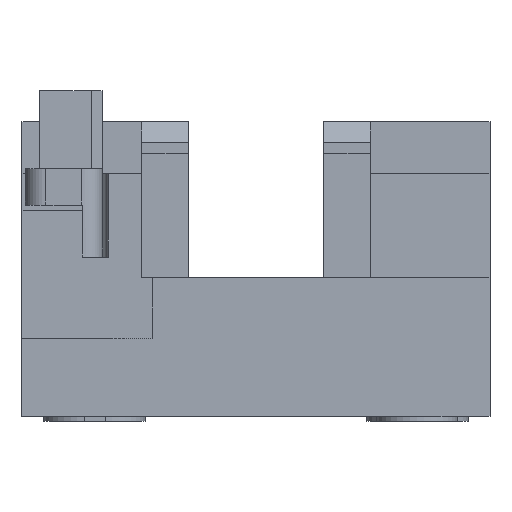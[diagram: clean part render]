
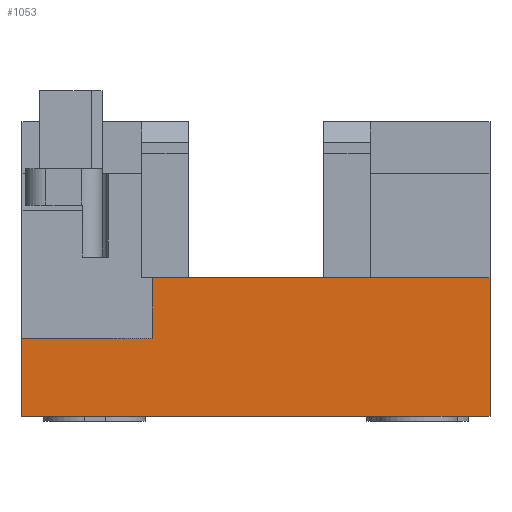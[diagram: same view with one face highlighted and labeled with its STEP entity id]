
A CAD part, front view. The second image highlights one B-rep face of the part: STEP entity #1053.
In plain terms, the highlighted planar face has unit normal (0, -1, 0).
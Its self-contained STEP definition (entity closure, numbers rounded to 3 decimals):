
#1053=ADVANCED_FACE('',(#2144),#2145,.T.);
#2144=FACE_OUTER_BOUND('',#3236,.T.);
#2145=PLANE('',#3237);
#3236=EDGE_LOOP('',(#6613,#6614,#6615,#6616,#6617,#6618));
#3237=AXIS2_PLACEMENT_3D('',#6619,#6620,#6621);
#6613=ORIENTED_EDGE('',*,*,#7625,.T.);
#6614=ORIENTED_EDGE('',*,*,#7467,.F.);
#6615=ORIENTED_EDGE('',*,*,#7405,.T.);
#6616=ORIENTED_EDGE('',*,*,#7456,.T.);
#6617=ORIENTED_EDGE('',*,*,#7670,.F.);
#6618=ORIENTED_EDGE('',*,*,#7622,.T.);
#6619=CARTESIAN_POINT('',(0.0,0.0,7.15));
#6620=DIRECTION('',(0.0,-1.0,0.0));
#6621=DIRECTION('',(0.0,0.0,1.0));
#7405=EDGE_CURVE('',#9201,#9199,#9202,.T.);
#7456=EDGE_CURVE('',#9199,#9290,#9292,.T.);
#7467=EDGE_CURVE('',#9201,#9305,#9306,.T.);
#7622=EDGE_CURVE('',#9516,#9520,#9522,.T.);
#7625=EDGE_CURVE('',#9520,#9305,#9525,.T.);
#7670=EDGE_CURVE('',#9516,#9290,#9603,.T.);
#9199=VERTEX_POINT('',#11671);
#9201=VERTEX_POINT('',#11674);
#9202=LINE('',#11675,#11676);
#9290=VERTEX_POINT('',#11808);
#9292=LINE('',#11811,#11812);
#9305=VERTEX_POINT('',#11830);
#9306=LINE('',#11831,#11832);
#9516=VERTEX_POINT('',#12117);
#9520=VERTEX_POINT('',#12123);
#9522=LINE('',#12126,#12127);
#9525=LINE('',#12131,#12132);
#9603=LINE('',#12248,#12249);
#11671=CARTESIAN_POINT('',(45.0,0.0,0.5));
#11674=CARTESIAN_POINT('',(0.0,0.0,0.5));
#11675=CARTESIAN_POINT('',(0.0,0.0,0.5));
#11676=VECTOR('',#13782,1.0);
#11808=CARTESIAN_POINT('',(45.0,0.0,13.8));
#11811=CARTESIAN_POINT('',(45.0,0.0,0.5));
#11812=VECTOR('',#13840,1.0);
#11830=CARTESIAN_POINT('',(0.0,0.0,8.0));
#11831=CARTESIAN_POINT('',(0.0,0.0,0.5));
#11832=VECTOR('',#13849,1.0);
#12117=CARTESIAN_POINT('',(12.5,0.0,13.8));
#12123=CARTESIAN_POINT('',(12.5,0.0,8.0));
#12126=CARTESIAN_POINT('',(12.5,0.0,11.525));
#12127=VECTOR('',#14021,1.0);
#12131=CARTESIAN_POINT('',(3.125,0.0,8.0));
#12132=VECTOR('',#14023,1.0);
#12248=CARTESIAN_POINT('',(0.0,0.0,13.8));
#12249=VECTOR('',#14071,1.0);
#13782=DIRECTION('',(1.0,0.0,0.0));
#13840=DIRECTION('',(0.0,0.0,1.0));
#13849=DIRECTION('',(0.0,0.0,1.0));
#14021=DIRECTION('',(0.0,0.0,-1.0));
#14023=DIRECTION('',(-1.0,-0.0,0.0));
#14071=DIRECTION('',(1.0,0.0,0.0));
